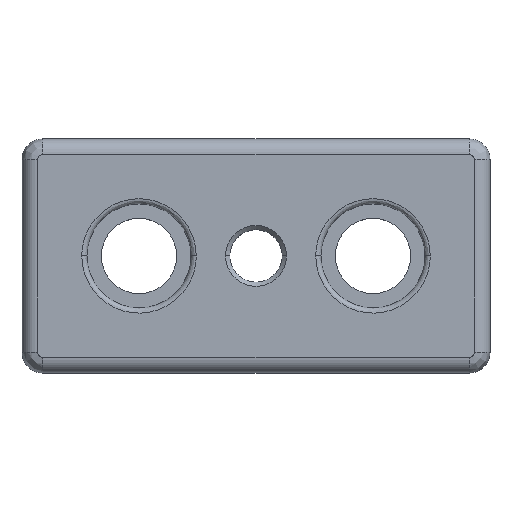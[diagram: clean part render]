
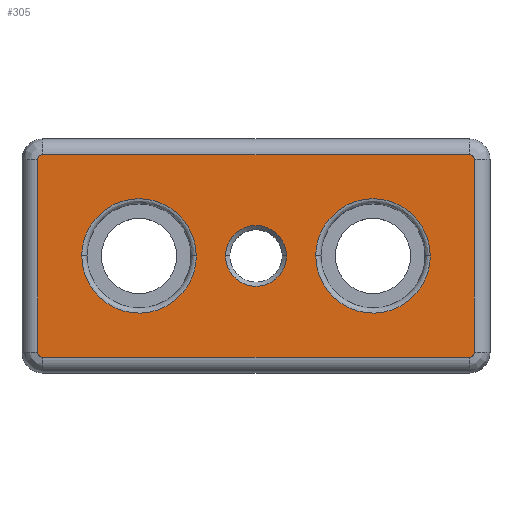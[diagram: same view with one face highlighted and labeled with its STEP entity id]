
A CAD part, top view. The second image highlights one B-rep face of the part: STEP entity #305.
In plain terms, the highlighted planar face has unit normal (0, 0, 1).
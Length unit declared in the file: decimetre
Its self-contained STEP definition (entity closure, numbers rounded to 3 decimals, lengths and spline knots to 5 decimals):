
#305=ADVANCED_FACE('NONE',(#799,#800,#801,#802),#803,.F.);
#799=FACE_OUTER_BOUND('',#1979,.T.);
#800=FACE_BOUND('',#1980,.T.);
#801=FACE_BOUND('',#1981,.T.);
#802=FACE_BOUND('',#1982,.T.);
#803=PLANE('',#1983);
#1979=EDGE_LOOP('',(#4010,#4011,#4012,#4013,#4014,#4015,#4016,#4017));
#1980=EDGE_LOOP('',(#4018,#4019));
#1981=EDGE_LOOP('',(#4020,#4021));
#1982=EDGE_LOOP('',(#4022,#4023));
#1983=AXIS2_PLACEMENT_3D('',#4024,#4025,#4026);
#4010=ORIENTED_EDGE('',*,*,#5670,.F.);
#4011=ORIENTED_EDGE('',*,*,#5671,.F.);
#4012=ORIENTED_EDGE('',*,*,#5672,.F.);
#4013=ORIENTED_EDGE('',*,*,#5673,.F.);
#4014=ORIENTED_EDGE('',*,*,#5674,.F.);
#4015=ORIENTED_EDGE('',*,*,#5675,.F.);
#4016=ORIENTED_EDGE('',*,*,#5676,.F.);
#4017=ORIENTED_EDGE('',*,*,#5677,.F.);
#4018=ORIENTED_EDGE('',*,*,#5542,.F.);
#4019=ORIENTED_EDGE('',*,*,#5678,.F.);
#4020=ORIENTED_EDGE('',*,*,#5547,.F.);
#4021=ORIENTED_EDGE('',*,*,#5679,.F.);
#4022=ORIENTED_EDGE('',*,*,#5680,.F.);
#4023=ORIENTED_EDGE('',*,*,#5645,.F.);
#4024=CARTESIAN_POINT('',(45.0,-22.5,16.0));
#4025=DIRECTION('',(0.0,0.0,-1.0));
#4026=DIRECTION('',(0.0,-1.0,0.0));
#5542=EDGE_CURVE('NONE',#6279,#6280,#6281,.T.);
#5547=EDGE_CURVE('NONE',#6288,#6289,#6290,.T.);
#5645=EDGE_CURVE('NONE',#6462,#6464,#6465,.T.);
#5670=EDGE_CURVE('NONE',#6504,#6505,#6506,.T.);
#5671=EDGE_CURVE('NONE',#6507,#6504,#6508,.T.);
#5672=EDGE_CURVE('NONE',#6509,#6507,#6510,.T.);
#5673=EDGE_CURVE('NONE',#6511,#6509,#6512,.T.);
#5674=EDGE_CURVE('NONE',#6513,#6511,#6514,.T.);
#5675=EDGE_CURVE('NONE',#6515,#6513,#6516,.T.);
#5676=EDGE_CURVE('NONE',#6517,#6515,#6518,.T.);
#5677=EDGE_CURVE('NONE',#6505,#6517,#6519,.T.);
#5678=EDGE_CURVE('NONE',#6280,#6279,#6520,.T.);
#5679=EDGE_CURVE('NONE',#6289,#6288,#6521,.T.);
#5680=EDGE_CURVE('NONE',#6464,#6462,#6522,.T.);
#6279=VERTEX_POINT('NONE',#7316);
#6280=VERTEX_POINT('NONE',#7317);
#6281=(B_SPLINE_CURVE(3,(#7319,#7320,#7321,#7322),.UNSPECIFIED.,.F.,.F.)B_SPLINE_CURVE_WITH_KNOTS((4,4),(0.0,1.0),.UNSPECIFIED.)RATIONAL_B_SPLINE_CURVE((1.0,0.333,0.333,1.0))BOUNDED_CURVE()REPRESENTATION_ITEM('')GEOMETRIC_REPRESENTATION_ITEM()CURVE());
#6288=VERTEX_POINT('NONE',#7335);
#6289=VERTEX_POINT('NONE',#7336);
#6290=(B_SPLINE_CURVE(3,(#7338,#7339,#7340,#7341),.UNSPECIFIED.,.F.,.F.)B_SPLINE_CURVE_WITH_KNOTS((4,4),(0.0,1.0),.UNSPECIFIED.)RATIONAL_B_SPLINE_CURVE((1.0,0.333,0.333,1.0))BOUNDED_CURVE()REPRESENTATION_ITEM('')GEOMETRIC_REPRESENTATION_ITEM()CURVE());
#6462=VERTEX_POINT('NONE',#7519);
#6464=VERTEX_POINT('NONE',#7522);
#6465=CIRCLE('',#7523,5.85);
#6504=VERTEX_POINT('NONE',#7573);
#6505=VERTEX_POINT('NONE',#7574);
#6506=LINE('',#7575,#7576);
#6507=VERTEX_POINT('NONE',#7577);
#6508=(B_SPLINE_CURVE(3,(#7579,#7580,#7581,#7582),.UNSPECIFIED.,.F.,.F.)B_SPLINE_CURVE_WITH_KNOTS((4,4),(0.0,1.0),.UNSPECIFIED.)RATIONAL_B_SPLINE_CURVE((1.0,0.805,0.805,1.0))BOUNDED_CURVE()REPRESENTATION_ITEM('')GEOMETRIC_REPRESENTATION_ITEM()CURVE());
#6509=VERTEX_POINT('NONE',#7589);
#6510=LINE('',#7590,#7591);
#6511=VERTEX_POINT('NONE',#7592);
#6512=(B_SPLINE_CURVE(3,(#7594,#7595,#7596,#7597),.UNSPECIFIED.,.F.,.F.)B_SPLINE_CURVE_WITH_KNOTS((4,4),(0.0,1.0),.UNSPECIFIED.)RATIONAL_B_SPLINE_CURVE((1.0,0.805,0.805,1.0))BOUNDED_CURVE()REPRESENTATION_ITEM('')GEOMETRIC_REPRESENTATION_ITEM()CURVE());
#6513=VERTEX_POINT('NONE',#7604);
#6514=LINE('',#7605,#7606);
#6515=VERTEX_POINT('NONE',#7607);
#6516=(B_SPLINE_CURVE(3,(#7609,#7610,#7611,#7612),.UNSPECIFIED.,.F.,.F.)B_SPLINE_CURVE_WITH_KNOTS((4,4),(0.0,1.0),.UNSPECIFIED.)RATIONAL_B_SPLINE_CURVE((1.0,0.805,0.805,1.0))BOUNDED_CURVE()REPRESENTATION_ITEM('')GEOMETRIC_REPRESENTATION_ITEM()CURVE());
#6517=VERTEX_POINT('NONE',#7619);
#6518=LINE('',#7620,#7621);
#6519=(B_SPLINE_CURVE(3,(#7623,#7624,#7625,#7626),.UNSPECIFIED.,.F.,.F.)B_SPLINE_CURVE_WITH_KNOTS((4,4),(0.0,1.0),.UNSPECIFIED.)RATIONAL_B_SPLINE_CURVE((1.0,0.805,0.805,1.0))BOUNDED_CURVE()REPRESENTATION_ITEM('')GEOMETRIC_REPRESENTATION_ITEM()CURVE());
#6520=(B_SPLINE_CURVE(3,(#7634,#7635,#7636,#7637),.UNSPECIFIED.,.F.,.F.)B_SPLINE_CURVE_WITH_KNOTS((4,4),(0.0,1.0),.UNSPECIFIED.)RATIONAL_B_SPLINE_CURVE((1.0,0.333,0.333,1.0))BOUNDED_CURVE()REPRESENTATION_ITEM('')GEOMETRIC_REPRESENTATION_ITEM()CURVE());
#6521=(B_SPLINE_CURVE(3,(#7645,#7646,#7647,#7648),.UNSPECIFIED.,.F.,.F.)B_SPLINE_CURVE_WITH_KNOTS((4,4),(0.0,1.0),.UNSPECIFIED.)RATIONAL_B_SPLINE_CURVE((1.0,0.333,0.333,1.0))BOUNDED_CURVE()REPRESENTATION_ITEM('')GEOMETRIC_REPRESENTATION_ITEM()CURVE());
#6522=CIRCLE('',#7655,5.85);
#7316=CARTESIAN_POINT('',(-33.5,0.0,16.0));
#7317=CARTESIAN_POINT('',(-11.5,0.,16.0));
#7319=CARTESIAN_POINT('',(-33.5,0.0,16.0));
#7320=CARTESIAN_POINT('',(-33.5,-22.0,16.0));
#7321=CARTESIAN_POINT('',(-11.5,-22.0,16.0));
#7322=CARTESIAN_POINT('',(-11.5,0.,16.0));
#7335=CARTESIAN_POINT('',(11.5,0.0,16.0));
#7336=CARTESIAN_POINT('',(33.5,0.,16.0));
#7338=CARTESIAN_POINT('',(11.5,0.0,16.0));
#7339=CARTESIAN_POINT('',(11.5,-22.0,16.0));
#7340=CARTESIAN_POINT('',(33.5,-22.0,16.0));
#7341=CARTESIAN_POINT('',(33.5,0.,16.0));
#7519=CARTESIAN_POINT('',(-5.85,0.,16.));
#7522=CARTESIAN_POINT('',(5.85,0.0,16.));
#7523=AXIS2_PLACEMENT_3D('',#9083,#9084,#9085);
#7573=CARTESIAN_POINT('',(-42.0,-18.5,16.0));
#7574=CARTESIAN_POINT('',(-42.0,18.5,16.0));
#7575=CARTESIAN_POINT('',(-42.0,-22.5,16.0));
#7576=VECTOR('',#9118,1000.0);
#7577=CARTESIAN_POINT('',(-41.0,-19.5,16.0));
#7579=CARTESIAN_POINT('',(-41.0,-19.5,16.0));
#7580=CARTESIAN_POINT('',(-41.58579,-19.5,16.0));
#7581=CARTESIAN_POINT('',(-42.0,-19.08579,16.0));
#7582=CARTESIAN_POINT('',(-42.0,-18.5,16.0));
#7589=CARTESIAN_POINT('',(41.0,-19.5,16.0));
#7590=CARTESIAN_POINT('',(45.0,-19.5,16.0));
#7591=VECTOR('',#9119,1000.0);
#7592=CARTESIAN_POINT('',(42.0,-18.5,16.0));
#7594=CARTESIAN_POINT('',(42.0,-18.5,16.0));
#7595=CARTESIAN_POINT('',(42.0,-19.08579,16.0));
#7596=CARTESIAN_POINT('',(41.58579,-19.5,16.0));
#7597=CARTESIAN_POINT('',(41.0,-19.5,16.0));
#7604=CARTESIAN_POINT('',(42.0,18.5,16.0));
#7605=CARTESIAN_POINT('',(42.0,-22.5,16.0));
#7606=VECTOR('',#9120,1000.0);
#7607=CARTESIAN_POINT('',(41.0,19.5,16.0));
#7609=CARTESIAN_POINT('',(41.0,19.5,16.0));
#7610=CARTESIAN_POINT('',(41.58579,19.5,16.0));
#7611=CARTESIAN_POINT('',(42.0,19.08579,16.0));
#7612=CARTESIAN_POINT('',(42.0,18.5,16.0));
#7619=CARTESIAN_POINT('',(-41.0,19.5,16.0));
#7620=CARTESIAN_POINT('',(45.0,19.5,16.0));
#7621=VECTOR('',#9121,1000.0);
#7623=CARTESIAN_POINT('',(-42.0,18.5,16.0));
#7624=CARTESIAN_POINT('',(-42.0,19.08579,16.0));
#7625=CARTESIAN_POINT('',(-41.58579,19.5,16.0));
#7626=CARTESIAN_POINT('',(-41.0,19.5,16.0));
#7634=CARTESIAN_POINT('',(-11.5,0.,16.0));
#7635=CARTESIAN_POINT('',(-11.5,22.0,16.0));
#7636=CARTESIAN_POINT('',(-33.5,22.0,16.0));
#7637=CARTESIAN_POINT('',(-33.5,0.0,16.0));
#7645=CARTESIAN_POINT('',(33.5,0.,16.0));
#7646=CARTESIAN_POINT('',(33.5,22.0,16.0));
#7647=CARTESIAN_POINT('',(11.5,22.0,16.0));
#7648=CARTESIAN_POINT('',(11.5,0.0,16.0));
#7655=AXIS2_PLACEMENT_3D('',#9122,#9123,#9124);
#9083=CARTESIAN_POINT('',(0.0,0.0,16.));
#9084=DIRECTION('',(0.0,-0.0,1.0));
#9085=DIRECTION('',(1.0,0.0,0.0));
#9118=DIRECTION('',(0.0,1.0,0.0));
#9119=DIRECTION('',(-1.0,0.0,-0.0));
#9120=DIRECTION('',(-0.0,-1.0,-0.0));
#9121=DIRECTION('',(1.0,-0.0,0.0));
#9122=CARTESIAN_POINT('',(0.0,0.0,16.));
#9123=DIRECTION('',(0.0,-0.0,1.0));
#9124=DIRECTION('',(1.0,0.0,0.0));
